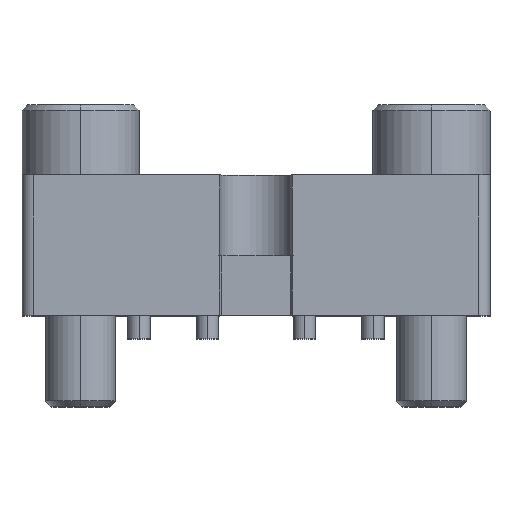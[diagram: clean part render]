
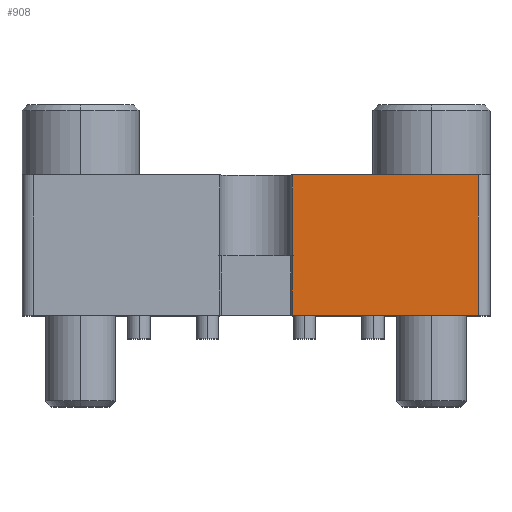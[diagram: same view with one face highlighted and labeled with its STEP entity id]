
A CAD part, top view. The second image highlights one B-rep face of the part: STEP entity #908.
In plain terms, the highlighted planar face has unit normal (0, 0, 1).
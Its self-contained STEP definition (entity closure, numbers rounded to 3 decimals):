
#90 = VERTEX_POINT ( 'NONE', #317 ) ;
#253 = VERTEX_POINT ( 'NONE', #835 ) ;
#308 = EDGE_CURVE ( 'NONE', #2374, #253, #1140, .T. ) ;
#317 = CARTESIAN_POINT ( 'NONE',  ( 19., -6., 20. ) ) ;
#480 = EDGE_CURVE ( 'NONE', #2304, #1010, #602, .T. ) ;
#586 = VECTOR ( 'NONE', #815, 1000. ) ;
#602 = LINE ( 'NONE', #792, #586 ) ;
#648 = ORIENTED_EDGE ( 'NONE', *, *, #308, .F. ) ;
#768 = EDGE_CURVE ( 'NONE', #1010, #2374, #1728, .T. ) ;
#792 = CARTESIAN_POINT ( 'NONE',  ( 3.1, -16.465, 20. ) ) ;
#815 = DIRECTION ( 'NONE',  ( 0., 1., 0. ) ) ;
#835 = CARTESIAN_POINT ( 'NONE',  ( 19., 6., 20. ) ) ;
#867 = EDGE_CURVE ( 'NONE', #90, #253, #2426, .T. ) ;
#908 = ADVANCED_FACE ( 'NONE', ( #2749 ), #1917, .F. ) ;
#1010 = VERTEX_POINT ( 'NONE', #1574 ) ;
#1124 = DIRECTION ( 'NONE',  ( -1., 0., 0. ) ) ;
#1140 = LINE ( 'NONE', #2651, #2156 ) ;
#1152 = CARTESIAN_POINT ( 'NONE',  ( -20., 6., 20. ) ) ;
#1574 = CARTESIAN_POINT ( 'NONE',  ( 3.1, -0.9, 20. ) ) ;
#1705 = EDGE_LOOP ( 'NONE', ( #2121, #2821, #648, #2292, #1863 ) ) ;
#1728 = LINE ( 'NONE', #2210, #2178 ) ;
#1785 = DIRECTION ( 'NONE',  ( 0., 1., 0. ) ) ;
#1807 = EDGE_CURVE ( 'NONE', #2304, #90, #2693, .T. ) ;
#1863 = ORIENTED_EDGE ( 'NONE', *, *, #480, .F. ) ;
#1917 = PLANE ( 'NONE',  #2574 ) ;
#2001 = DIRECTION ( 'NONE',  ( 0., 0., -1. ) ) ;
#2047 = CARTESIAN_POINT ( 'NONE',  ( 3.1, -6., 20. ) ) ;
#2121 = ORIENTED_EDGE ( 'NONE', *, *, #1807, .T. ) ;
#2156 = VECTOR ( 'NONE', #3077, 1000. ) ;
#2178 = VECTOR ( 'NONE', #3101, 1000. ) ;
#2210 = CARTESIAN_POINT ( 'NONE',  ( 3.1, -16.465, 20. ) ) ;
#2291 = VECTOR ( 'NONE', #2701, 1000. ) ;
#2292 = ORIENTED_EDGE ( 'NONE', *, *, #768, .F. ) ;
#2304 = VERTEX_POINT ( 'NONE', #2047 ) ;
#2374 = VERTEX_POINT ( 'NONE', #2480 ) ;
#2426 = LINE ( 'NONE', #2699, #2890 ) ;
#2480 = CARTESIAN_POINT ( 'NONE',  ( 3.1, 6., 20. ) ) ;
#2574 = AXIS2_PLACEMENT_3D ( 'NONE', #1152, #2001, #1124 ) ;
#2651 = CARTESIAN_POINT ( 'NONE',  ( -20., 6., 20. ) ) ;
#2693 = LINE ( 'NONE', #2697, #2291 ) ;
#2697 = CARTESIAN_POINT ( 'NONE',  ( -20., -6., 20. ) ) ;
#2699 = CARTESIAN_POINT ( 'NONE',  ( 19., 6., 20. ) ) ;
#2701 = DIRECTION ( 'NONE',  ( 1., 0., 0. ) ) ;
#2749 = FACE_OUTER_BOUND ( 'NONE', #1705, .T. ) ;
#2821 = ORIENTED_EDGE ( 'NONE', *, *, #867, .T. ) ;
#2890 = VECTOR ( 'NONE', #1785, 1000. ) ;
#3077 = DIRECTION ( 'NONE',  ( 1., 0., 0. ) ) ;
#3101 = DIRECTION ( 'NONE',  ( 0., 1., 0. ) ) ;
